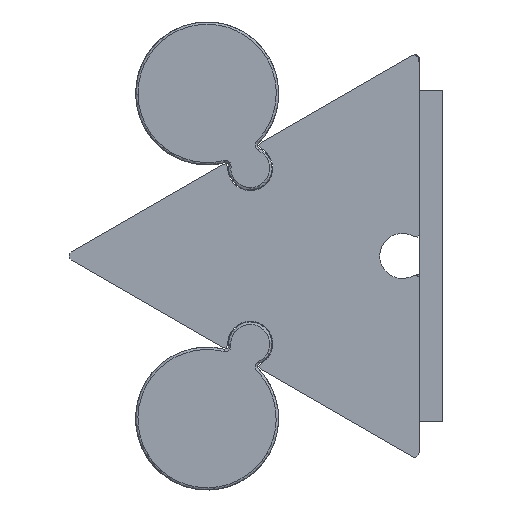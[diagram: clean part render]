
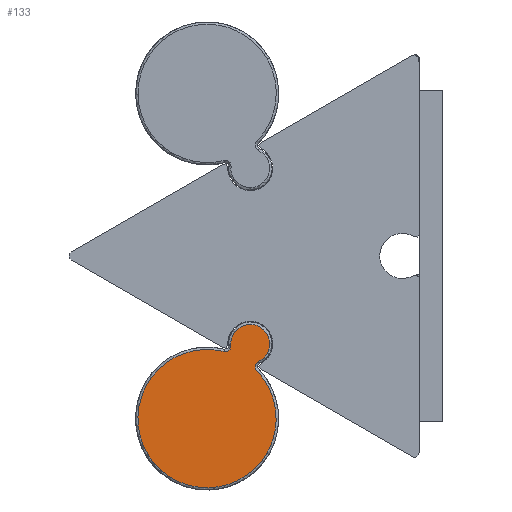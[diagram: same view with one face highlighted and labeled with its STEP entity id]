
A CAD part, front view. The second image highlights one B-rep face of the part: STEP entity #133.
In plain terms, the highlighted planar face has unit normal (0, -1, 0).
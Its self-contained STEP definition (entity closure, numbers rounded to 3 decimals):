
#133=ADVANCED_FACE('',(#254),#1871,.T.);
#254=FACE_OUTER_BOUND('',#375,.T.);
#375=EDGE_LOOP('',(#564,#565,#566,#567,#568,#569,#570));
#564=ORIENTED_EDGE('',*,*,#1138,.F.);
#565=ORIENTED_EDGE('',*,*,#1134,.F.);
#566=ORIENTED_EDGE('',*,*,#1137,.F.);
#567=ORIENTED_EDGE('',*,*,#1129,.F.);
#568=ORIENTED_EDGE('',*,*,#1126,.F.);
#569=ORIENTED_EDGE('',*,*,#1133,.F.);
#570=ORIENTED_EDGE('',*,*,#1130,.F.);
#1126=EDGE_CURVE('',#1706,#1709,#1448,.T.);
#1129=EDGE_CURVE('',#1709,#1708,#1451,.T.);
#1130=EDGE_CURVE('',#1705,#1710,#1452,.T.);
#1133=EDGE_CURVE('',#1710,#1706,#1455,.T.);
#1134=EDGE_CURVE('',#1711,#1707,#1456,.T.);
#1137=EDGE_CURVE('',#1708,#1711,#1459,.T.);
#1138=EDGE_CURVE('',#1707,#1705,#1460,.T.);
#1448=(
BOUNDED_CURVE()
B_SPLINE_CURVE(2,(#3660,#3661,#3662),.UNSPECIFIED.,.F.,.F.)
B_SPLINE_CURVE_WITH_KNOTS((3,3),(0.,1.498),.UNSPECIFIED.)
CURVE()
GEOMETRIC_REPRESENTATION_ITEM()
RATIONAL_B_SPLINE_CURVE((1.,0.797,1.))
REPRESENTATION_ITEM('')
);
#1451=(
BOUNDED_CURVE()
B_SPLINE_CURVE(2,(#3673,#3674,#3675),.UNSPECIFIED.,.F.,.F.)
B_SPLINE_CURVE_WITH_KNOTS((3,3),(1.498,2.222),
 .UNSPECIFIED.)
CURVE()
GEOMETRIC_REPRESENTATION_ITEM()
RATIONAL_B_SPLINE_CURVE((1.,0.951,1.))
REPRESENTATION_ITEM('')
);
#1452=(
BOUNDED_CURVE()
B_SPLINE_CURVE(2,(#3676,#3677,#3678),.UNSPECIFIED.,.F.,.F.)
B_SPLINE_CURVE_WITH_KNOTS((3,3),(0.,18.94),.UNSPECIFIED.)
CURVE()
GEOMETRIC_REPRESENTATION_ITEM()
RATIONAL_B_SPLINE_CURVE((1.,0.797,1.))
REPRESENTATION_ITEM('')
);
#1455=(
BOUNDED_CURVE()
B_SPLINE_CURVE(2,(#3687,#3688,#3689,#3690,#3691,#3692,#3693,#3694,#3695),
 .UNSPECIFIED.,.F.,.F.)
B_SPLINE_CURVE_WITH_KNOTS((3,2,2,2,3),(18.94,35.139,
51.338,67.537,83.735),.UNSPECIFIED.)
CURVE()
GEOMETRIC_REPRESENTATION_ITEM()
RATIONAL_B_SPLINE_CURVE((1.,0.85,1.,0.85,1.,0.85,
1.,0.85,1.))
REPRESENTATION_ITEM('')
);
#1456=(
BOUNDED_CURVE()
B_SPLINE_CURVE(2,(#3696,#3697,#3698),.UNSPECIFIED.,.F.,.F.)
B_SPLINE_CURVE_WITH_KNOTS((3,3),(15.439,18.011),
 .UNSPECIFIED.)
CURVE()
GEOMETRIC_REPRESENTATION_ITEM()
RATIONAL_B_SPLINE_CURVE((1.,0.951,1.))
REPRESENTATION_ITEM('')
);
#1459=(
BOUNDED_CURVE()
B_SPLINE_CURVE(2,(#3707,#3708,#3709,#3710,#3711,#3712,#3713,#3714,#3715),
 .UNSPECIFIED.,.F.,.F.)
B_SPLINE_CURVE_WITH_KNOTS((3,2,2,2,3),(0.,3.86,7.72,
11.58,15.439),.UNSPECIFIED.)
CURVE()
GEOMETRIC_REPRESENTATION_ITEM()
RATIONAL_B_SPLINE_CURVE((1.,0.891,1.,0.891,1.,0.891,
1.,0.891,1.))
REPRESENTATION_ITEM('')
);
#1460=(
BOUNDED_CURVE()
B_SPLINE_CURVE(2,(#3716,#3717,#3718,#3719,#3720),.UNSPECIFIED.,.F.,.F.)
B_SPLINE_CURVE_WITH_KNOTS((3,2,3),(0.,1.111,2.222),
 .UNSPECIFIED.)
CURVE()
GEOMETRIC_REPRESENTATION_ITEM()
RATIONAL_B_SPLINE_CURVE((1.,0.886,1.,0.886,1.))
REPRESENTATION_ITEM('')
);
#1705=VERTEX_POINT('',#3566);
#1706=VERTEX_POINT('',#3567);
#1707=VERTEX_POINT('',#3568);
#1708=VERTEX_POINT('',#3569);
#1709=VERTEX_POINT('',#3570);
#1710=VERTEX_POINT('',#3571);
#1711=VERTEX_POINT('',#3572);
#1871=PLANE('',#2018);
#2018=AXIS2_PLACEMENT_3D('',#2987,#2104,$);
#2104=DIRECTION('',(0.,-1.,0.));
#2987=CARTESIAN_POINT('',(-35.181,-554.015,0.09));
#3566=CARTESIAN_POINT('',(-13.65,-554.015,-34.978));
#3567=CARTESIAN_POINT('',(-20.47,-554.015,-31.041));
#3568=CARTESIAN_POINT('',(-13.294,-554.015,-33.118));
#3569=CARTESIAN_POINT('',(-19.036,-554.015,-29.803));
#3570=CARTESIAN_POINT('',(-19.184,-554.015,-30.5));
#3571=CARTESIAN_POINT('',(-11.447,-554.015,-52.479));
#3572=CARTESIAN_POINT('',(-11.415,-554.015,-31.424));
#3660=CARTESIAN_POINT('',(-20.47,-554.015,-31.041));
#3661=CARTESIAN_POINT('',(-19.622,-554.015,-31.258));
#3662=CARTESIAN_POINT('',(-19.184,-554.015,-30.5));
#3673=CARTESIAN_POINT('',(-19.184,-554.015,-30.5));
#3674=CARTESIAN_POINT('',(-18.997,-554.015,-30.175));
#3675=CARTESIAN_POINT('',(-19.036,-554.015,-29.803));
#3676=CARTESIAN_POINT('',(-13.65,-554.015,-34.978));
#3677=CARTESIAN_POINT('',(-5.912,-554.015,-42.894));
#3678=CARTESIAN_POINT('',(-11.447,-554.015,-52.479));
#3687=CARTESIAN_POINT('',(-11.447,-554.015,-52.479));
#3688=CARTESIAN_POINT('',(-15.97,-554.015,-60.315));
#3689=CARTESIAN_POINT('',(-25.,-554.015,-59.749));
#3690=CARTESIAN_POINT('',(-34.03,-554.015,-59.183));
#3691=CARTESIAN_POINT('',(-37.54,-554.015,-50.844));
#3692=CARTESIAN_POINT('',(-41.05,-554.015,-42.504));
#3693=CARTESIAN_POINT('',(-35.142,-554.015,-35.651));
#3694=CARTESIAN_POINT('',(-29.235,-554.015,-28.799));
#3695=CARTESIAN_POINT('',(-20.47,-554.015,-31.041));
#3696=CARTESIAN_POINT('',(-11.415,-554.015,-31.424));
#3697=CARTESIAN_POINT('',(-12.08,-554.015,-32.576));
#3698=CARTESIAN_POINT('',(-13.294,-554.015,-33.118));
#3707=CARTESIAN_POINT('',(-19.036,-554.015,-29.803));
#3708=CARTESIAN_POINT('',(-19.253,-554.015,-27.727));
#3709=CARTESIAN_POINT('',(-17.702,-554.015,-26.332));
#3710=CARTESIAN_POINT('',(-16.15,-554.015,-24.936));
#3711=CARTESIAN_POINT('',(-14.11,-554.015,-25.37));
#3712=CARTESIAN_POINT('',(-12.069,-554.015,-25.805));
#3713=CARTESIAN_POINT('',(-11.22,-554.015,-27.711));
#3714=CARTESIAN_POINT('',(-10.372,-554.015,-29.617));
#3715=CARTESIAN_POINT('',(-11.415,-554.015,-31.424));
#3716=CARTESIAN_POINT('',(-13.294,-554.015,-33.118));
#3717=CARTESIAN_POINT('',(-13.845,-554.015,-33.363));
#3718=CARTESIAN_POINT('',(-13.958,-554.015,-33.955));
#3719=CARTESIAN_POINT('',(-14.071,-554.015,-34.547));
#3720=CARTESIAN_POINT('',(-13.65,-554.015,-34.978));
